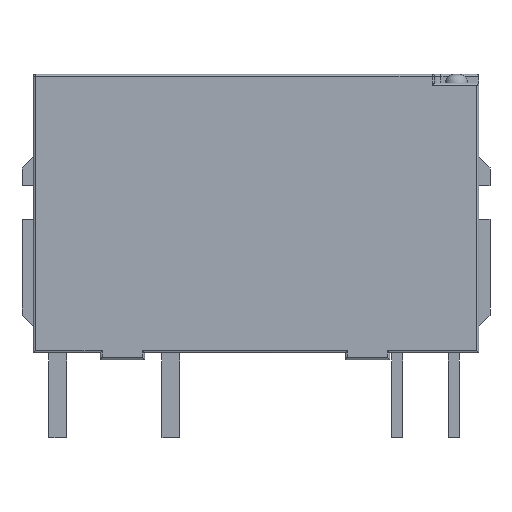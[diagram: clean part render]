
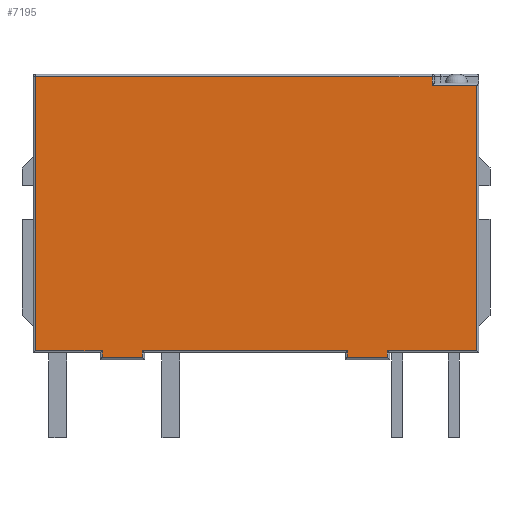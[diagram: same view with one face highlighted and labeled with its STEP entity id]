
A CAD part, front view. The second image highlights one B-rep face of the part: STEP entity #7195.
In plain terms, the highlighted planar face has unit normal (0, -1, 0).
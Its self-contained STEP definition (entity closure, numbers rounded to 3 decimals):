
#94 = DIRECTION ( 'NONE',  ( 0., 1., 0. ) ) ;
#108 = CARTESIAN_POINT ( 'NONE',  ( -10., -2.5, -6.15 ) ) ;
#126 = CARTESIAN_POINT ( 'NONE',  ( 4.1, -2.5, -6.45 ) ) ;
#307 = CARTESIAN_POINT ( 'NONE',  ( -9.9, -2.5, -6.15 ) ) ;
#314 = LINE ( 'NONE', #5402, #6693 ) ;
#336 = CARTESIAN_POINT ( 'NONE',  ( -5., -2.5, -6.45 ) ) ;
#385 = CARTESIAN_POINT ( 'NONE',  ( 4.1, -2.5, -6.15 ) ) ;
#484 = CARTESIAN_POINT ( 'NONE',  ( 9.9, -2.5, 5.75 ) ) ;
#596 = VERTEX_POINT ( 'NONE', #307 ) ;
#598 = EDGE_LOOP ( 'NONE', ( #7459, #8215, #1519, #4676, #5894, #3955, #2298, #2576, #4412, #1872, #4680, #4926, #8288, #7380 ) ) ;
#626 = FACE_OUTER_BOUND ( 'NONE', #598, .T. ) ;
#793 = EDGE_CURVE ( 'NONE', #2104, #7330, #4287, .T. ) ;
#914 = EDGE_CURVE ( 'NONE', #7675, #6066, #3497, .T. ) ;
#924 = VECTOR ( 'NONE', #2438, 1000. ) ;
#1107 = EDGE_CURVE ( 'NONE', #1860, #1580, #6805, .T. ) ;
#1160 = EDGE_CURVE ( 'NONE', #2833, #596, #5625, .T. ) ;
#1172 = VECTOR ( 'NONE', #7841, 1000. ) ;
#1278 = CARTESIAN_POINT ( 'NONE',  ( 6., -2.5, -6.45 ) ) ;
#1296 = EDGE_CURVE ( 'NONE', #3978, #1860, #7839, .T. ) ;
#1375 = DIRECTION ( 'NONE',  ( 0., 0., 1. ) ) ;
#1519 = ORIENTED_EDGE ( 'NONE', *, *, #4253, .T. ) ;
#1580 = VERTEX_POINT ( 'NONE', #3700 ) ;
#1588 = VECTOR ( 'NONE', #5052, 1000. ) ;
#1721 = VECTOR ( 'NONE', #4780, 1000. ) ;
#1739 = EDGE_CURVE ( 'NONE', #6066, #7814, #5675, .T. ) ;
#1837 = CARTESIAN_POINT ( 'NONE',  ( 7.9, -2.5, 6.15 ) ) ;
#1860 = VERTEX_POINT ( 'NONE', #6633 ) ;
#1872 = ORIENTED_EDGE ( 'NONE', *, *, #793, .T. ) ;
#2104 = VERTEX_POINT ( 'NONE', #4890 ) ;
#2174 = VECTOR ( 'NONE', #5693, 1000. ) ;
#2298 = ORIENTED_EDGE ( 'NONE', *, *, #1296, .T. ) ;
#2426 = DIRECTION ( 'NONE',  ( -1., 0., 0. ) ) ;
#2438 = DIRECTION ( 'NONE',  ( 1., 0., 0. ) ) ;
#2442 = DIRECTION ( 'NONE',  ( 0., 0., 1. ) ) ;
#2468 = DIRECTION ( 'NONE',  ( -1., 0., 0. ) ) ;
#2524 = VECTOR ( 'NONE', #1375, 1000. ) ;
#2563 = VECTOR ( 'NONE', #2442, 1000. ) ;
#2576 = ORIENTED_EDGE ( 'NONE', *, *, #1107, .T. ) ;
#2649 = DIRECTION ( 'NONE',  ( 0., 0., 1. ) ) ;
#2687 = VECTOR ( 'NONE', #2468, 1000. ) ;
#2719 = VERTEX_POINT ( 'NONE', #126 ) ;
#2730 = CARTESIAN_POINT ( 'NONE',  ( -9.9, -2.5, 6.15 ) ) ;
#2833 = VERTEX_POINT ( 'NONE', #2730 ) ;
#2919 = EDGE_CURVE ( 'NONE', #7330, #2719, #314, .T. ) ;
#2971 = VECTOR ( 'NONE', #6050, 1000. ) ;
#3004 = EDGE_CURVE ( 'NONE', #2719, #7675, #7766, .T. ) ;
#3174 = CARTESIAN_POINT ( 'NONE',  ( -6.9, -2.5, -6.15 ) ) ;
#3187 = CARTESIAN_POINT ( 'NONE',  ( -10., -2.5, 6.15 ) ) ;
#3318 = CARTESIAN_POINT ( 'NONE',  ( -6.9, -2.5, 6.25 ) ) ;
#3322 = CARTESIAN_POINT ( 'NONE',  ( 9.9, -2.5, -6.15 ) ) ;
#3378 = CARTESIAN_POINT ( 'NONE',  ( 5.9, -2.5, -6.15 ) ) ;
#3497 = LINE ( 'NONE', #4089, #1721 ) ;
#3531 = DIRECTION ( 'NONE',  ( 0., 0., -1. ) ) ;
#3674 = LINE ( 'NONE', #5668, #2687 ) ;
#3700 = CARTESIAN_POINT ( 'NONE',  ( -5.1, -2.5, -6.45 ) ) ;
#3724 = LINE ( 'NONE', #3841, #2563 ) ;
#3841 = CARTESIAN_POINT ( 'NONE',  ( -5.1, -2.5, 6.25 ) ) ;
#3955 = ORIENTED_EDGE ( 'NONE', *, *, #8110, .T. ) ;
#3978 = VERTEX_POINT ( 'NONE', #3174 ) ;
#4089 = CARTESIAN_POINT ( 'NONE',  ( 5.9, -2.5, 6.25 ) ) ;
#4253 = EDGE_CURVE ( 'NONE', #4284, #7756, #7159, .T. ) ;
#4284 = VERTEX_POINT ( 'NONE', #8175 ) ;
#4287 = LINE ( 'NONE', #5000, #1588 ) ;
#4412 = ORIENTED_EDGE ( 'NONE', *, *, #8272, .T. ) ;
#4564 = VERTEX_POINT ( 'NONE', #484 ) ;
#4676 = ORIENTED_EDGE ( 'NONE', *, *, #7780, .T. ) ;
#4680 = ORIENTED_EDGE ( 'NONE', *, *, #2919, .T. ) ;
#4757 = VECTOR ( 'NONE', #6084, 1000. ) ;
#4780 = DIRECTION ( 'NONE',  ( 0., 0., 1. ) ) ;
#4792 = LINE ( 'NONE', #108, #2971 ) ;
#4890 = CARTESIAN_POINT ( 'NONE',  ( -5.1, -2.5, -6.15 ) ) ;
#4914 = CARTESIAN_POINT ( 'NONE',  ( 5.9, -2.5, -6.45 ) ) ;
#4926 = ORIENTED_EDGE ( 'NONE', *, *, #3004, .T. ) ;
#4984 = LINE ( 'NONE', #3187, #7960 ) ;
#5000 = CARTESIAN_POINT ( 'NONE',  ( -10., -2.5, -6.15 ) ) ;
#5052 = DIRECTION ( 'NONE',  ( 1., 0., 0. ) ) ;
#5053 = PLANE ( 'NONE',  #8078 ) ;
#5402 = CARTESIAN_POINT ( 'NONE',  ( 4.1, -2.5, 6.25 ) ) ;
#5559 = VECTOR ( 'NONE', #6882, 1000. ) ;
#5625 = LINE ( 'NONE', #7521, #5559 ) ;
#5668 = CARTESIAN_POINT ( 'NONE',  ( 8., -2.5, 5.75 ) ) ;
#5675 = LINE ( 'NONE', #5721, #924 ) ;
#5693 = DIRECTION ( 'NONE',  ( 0., 0., 1. ) ) ;
#5721 = CARTESIAN_POINT ( 'NONE',  ( -10., -2.5, -6.15 ) ) ;
#5894 = ORIENTED_EDGE ( 'NONE', *, *, #1160, .T. ) ;
#6050 = DIRECTION ( 'NONE',  ( 1., 0., 0. ) ) ;
#6066 = VERTEX_POINT ( 'NONE', #3378 ) ;
#6084 = DIRECTION ( 'NONE',  ( 1., 0., 0. ) ) ;
#6156 = EDGE_CURVE ( 'NONE', #7814, #4564, #6833, .T. ) ;
#6633 = CARTESIAN_POINT ( 'NONE',  ( -6.9, -2.5, -6.45 ) ) ;
#6693 = VECTOR ( 'NONE', #3531, 1000. ) ;
#6805 = LINE ( 'NONE', #336, #4757 ) ;
#6833 = LINE ( 'NONE', #6989, #2174 ) ;
#6882 = DIRECTION ( 'NONE',  ( 0., 0., -1. ) ) ;
#6989 = CARTESIAN_POINT ( 'NONE',  ( 9.9, -2.5, 6.25 ) ) ;
#7130 = DIRECTION ( 'NONE',  ( 0., 0., -1. ) ) ;
#7159 = LINE ( 'NONE', #7782, #2524 ) ;
#7195 = ADVANCED_FACE ( 'NONE', ( #626 ), #5053, .F. ) ;
#7330 = VERTEX_POINT ( 'NONE', #385 ) ;
#7380 = ORIENTED_EDGE ( 'NONE', *, *, #1739, .T. ) ;
#7459 = ORIENTED_EDGE ( 'NONE', *, *, #6156, .T. ) ;
#7521 = CARTESIAN_POINT ( 'NONE',  ( -9.9, -2.5, 6.25 ) ) ;
#7581 = VECTOR ( 'NONE', #7130, 1000. ) ;
#7675 = VERTEX_POINT ( 'NONE', #4914 ) ;
#7754 = EDGE_CURVE ( 'NONE', #4564, #4284, #3674, .T. ) ;
#7756 = VERTEX_POINT ( 'NONE', #1837 ) ;
#7766 = LINE ( 'NONE', #1278, #1172 ) ;
#7780 = EDGE_CURVE ( 'NONE', #7756, #2833, #4984, .T. ) ;
#7782 = CARTESIAN_POINT ( 'NONE',  ( 7.9, -2.5, 6.25 ) ) ;
#7814 = VERTEX_POINT ( 'NONE', #3322 ) ;
#7839 = LINE ( 'NONE', #3318, #7581 ) ;
#7841 = DIRECTION ( 'NONE',  ( 1., 0., 0. ) ) ;
#7941 = CARTESIAN_POINT ( 'NONE',  ( -10., -2.5, 6.25 ) ) ;
#7960 = VECTOR ( 'NONE', #2426, 1000. ) ;
#8078 = AXIS2_PLACEMENT_3D ( 'NONE', #7941, #94, #2649 ) ;
#8110 = EDGE_CURVE ( 'NONE', #596, #3978, #4792, .T. ) ;
#8175 = CARTESIAN_POINT ( 'NONE',  ( 7.9, -2.5, 5.75 ) ) ;
#8215 = ORIENTED_EDGE ( 'NONE', *, *, #7754, .T. ) ;
#8272 = EDGE_CURVE ( 'NONE', #1580, #2104, #3724, .T. ) ;
#8288 = ORIENTED_EDGE ( 'NONE', *, *, #914, .T. ) ;
